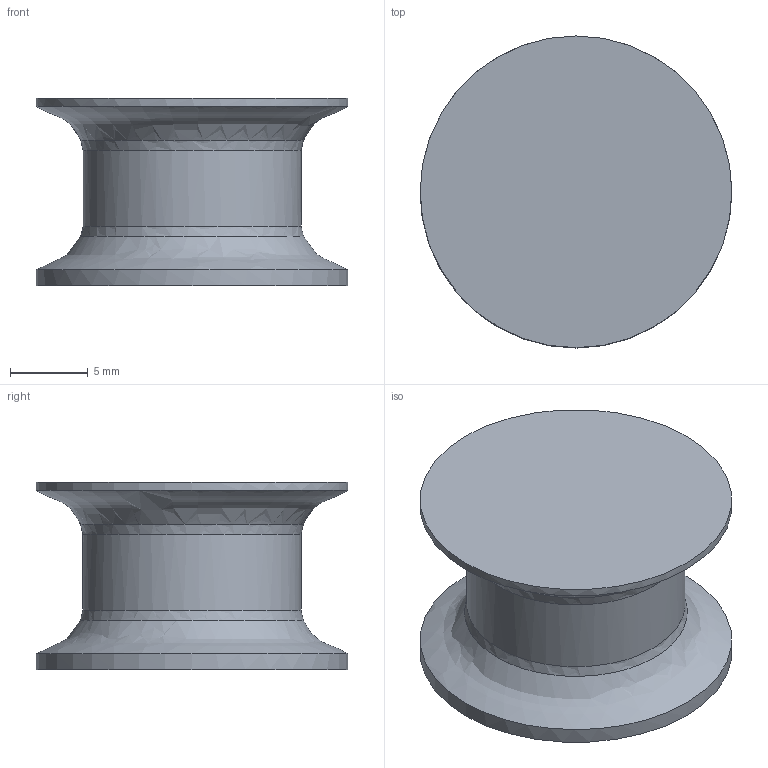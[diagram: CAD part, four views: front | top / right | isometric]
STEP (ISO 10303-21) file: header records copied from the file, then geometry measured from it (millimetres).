
FILE_DESCRIPTION(/* description */ ('','CAx-IF Rec.Pracs.---Representation and Presentation of Product Manufacturing Information (PMI)---4.0---2014-10-13'),/* implementation_level */ '2;1');
FILE_NAME(/* name */ 'EndPulley12mm.step',/* time_stamp */ '2025-07-14T13:57:04+02:00',/* author */ (''),/* organization */ (''),/* preprocessor_version */ 'ST-DEVELOPER v20',/* originating_system */ 'Autodesk Translation Framework v13.20.0.188',/* authorisation */ '');
FILE_SCHEMA (('AP242_MANAGED_MODEL_BASED_3D_ENGINEERING_MIM_LF { 1 0 10303 442 1 1 4 }'));
Length unit declared in the file: millimetre
Products named in the file (1): EndPulley
Bounding box: 20 x 20 x 12 mm (x, y, z)
Volume: 1448.4 mm3; surface area: 1685.5 mm2
Topology: 1 solids, 1 shells, 11 faces, 24 edges, 15 vertices
Faces by surface type: bspline 4, cylinder 4, plane 2, cone 1
Full cylindrical faces by diameter (mm): 11.2 x1, 14 x1, 20 x2
Entity records: 876 total; most frequent: CARTESIAN_POINT 626, ORIENTED_EDGE 46, DIRECTION 41, EDGE_CURVE 23, AXIS2_PLACEMENT_3D 18, VERTEX_POINT 15, EDGE_LOOP 12, FACE_OUTER_BOUND 11
